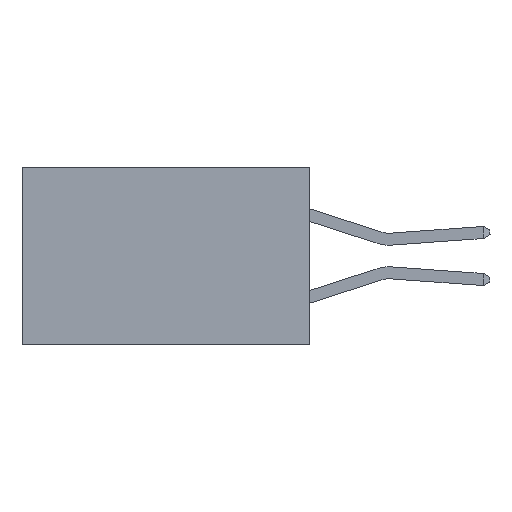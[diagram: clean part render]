
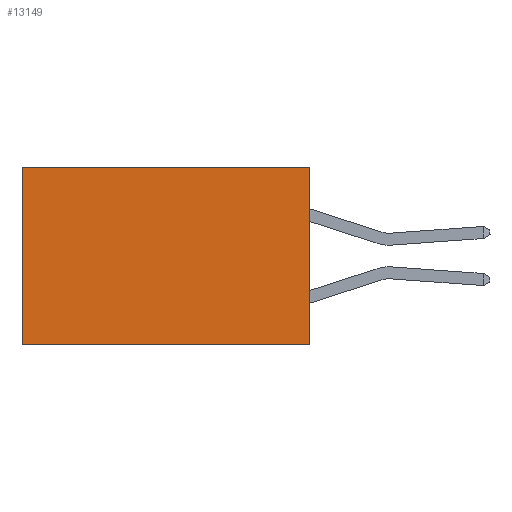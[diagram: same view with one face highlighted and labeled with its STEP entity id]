
A CAD part, left-side view. The second image highlights one B-rep face of the part: STEP entity #13149.
In plain terms, the highlighted planar face has unit normal (-1, 0, 0).
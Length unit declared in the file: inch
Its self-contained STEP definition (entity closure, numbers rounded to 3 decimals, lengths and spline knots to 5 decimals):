
#822 = VECTOR ( 'NONE', #3797, 39.37008 ) ;
#1288 = LINE ( 'NONE', #13622, #822 ) ;
#1777 = EDGE_CURVE ( 'NONE', #11642, #15115, #2196, .T. ) ;
#2196 = LINE ( 'NONE', #6546, #16717 ) ;
#2633 = CARTESIAN_POINT ( 'NONE',  ( 0.298, 0., -0.37 ) ) ;
#2845 = LINE ( 'NONE', #2633, #13669 ) ;
#3492 = AXIS2_PLACEMENT_3D ( 'NONE', #12692, #4272, #14165 ) ;
#3797 = DIRECTION ( 'NONE',  ( 0., 0., -1. ) ) ;
#4048 = DIRECTION ( 'NONE',  ( 0., 1., 0. ) ) ;
#4272 = DIRECTION ( 'NONE',  ( 1., 0., 0. ) ) ;
#6099 = DIRECTION ( 'NONE',  ( 0., 1., 0. ) ) ;
#6158 = LINE ( 'NONE', #14563, #9977 ) ;
#6237 = ORIENTED_EDGE ( 'NONE', *, *, #11674, .T. ) ;
#6546 = CARTESIAN_POINT ( 'NONE',  ( 0.298, 0.6, 0. ) ) ;
#7253 = ORIENTED_EDGE ( 'NONE', *, *, #12921, .F. ) ;
#7422 = CARTESIAN_POINT ( 'NONE',  ( 0.298, 0., 0. ) ) ;
#9046 = EDGE_LOOP ( 'NONE', ( #15883, #11888, #7253, #6237 ) ) ;
#9977 = VECTOR ( 'NONE', #6099, 39.37008 ) ;
#11642 = VERTEX_POINT ( 'NONE', #17209 ) ;
#11674 = EDGE_CURVE ( 'NONE', #14030, #11642, #6158, .T. ) ;
#11806 = PLANE ( 'NONE',  #3492 ) ;
#11888 = ORIENTED_EDGE ( 'NONE', *, *, #13031, .F. ) ;
#12692 = CARTESIAN_POINT ( 'NONE',  ( 0.298, 0., 0. ) ) ;
#12921 = EDGE_CURVE ( 'NONE', #14030, #15674, #1288, .T. ) ;
#13031 = EDGE_CURVE ( 'NONE', #15674, #15115, #2845, .T. ) ;
#13149 = ADVANCED_FACE ( 'NONE', ( #15165 ), #11806, .F. ) ;
#13622 = CARTESIAN_POINT ( 'NONE',  ( 0.298, 0., 0. ) ) ;
#13669 = VECTOR ( 'NONE', #4048, 39.37008 ) ;
#14030 = VERTEX_POINT ( 'NONE', #7422 ) ;
#14165 = DIRECTION ( 'NONE',  ( 0., 0., -1. ) ) ;
#14563 = CARTESIAN_POINT ( 'NONE',  ( 0.298, 0., 0. ) ) ;
#14766 = DIRECTION ( 'NONE',  ( 0., 0., -1. ) ) ;
#15115 = VERTEX_POINT ( 'NONE', #16627 ) ;
#15165 = FACE_OUTER_BOUND ( 'NONE', #9046, .T. ) ;
#15674 = VERTEX_POINT ( 'NONE', #17962 ) ;
#15883 = ORIENTED_EDGE ( 'NONE', *, *, #1777, .T. ) ;
#16627 = CARTESIAN_POINT ( 'NONE',  ( 0.298, 0.6, -0.37 ) ) ;
#16717 = VECTOR ( 'NONE', #14766, 39.37008 ) ;
#17209 = CARTESIAN_POINT ( 'NONE',  ( 0.298, 0.6, 0. ) ) ;
#17962 = CARTESIAN_POINT ( 'NONE',  ( 0.298, 0., -0.37 ) ) ;
